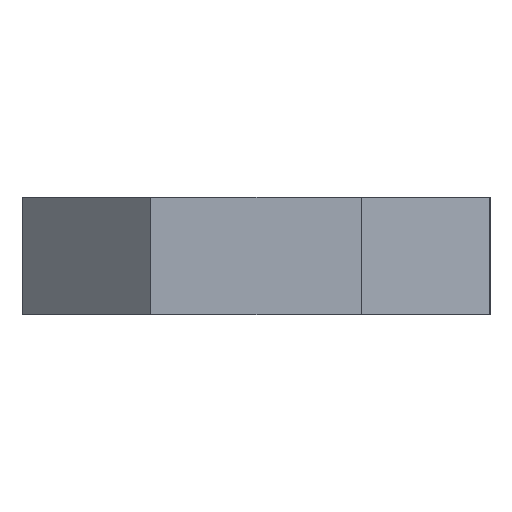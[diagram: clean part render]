
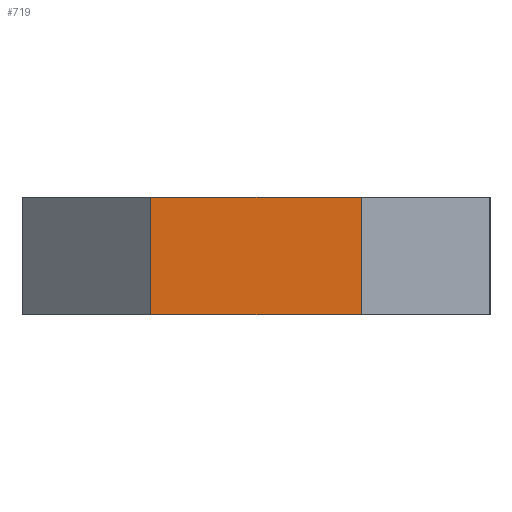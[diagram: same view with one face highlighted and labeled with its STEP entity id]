
A CAD part, left-side view. The second image highlights one B-rep face of the part: STEP entity #719.
In plain terms, the highlighted planar face has unit normal (-1, 0, 0).
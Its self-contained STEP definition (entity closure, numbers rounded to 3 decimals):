
#2 = LINE ( 'NONE', #196, #186 ) ;
#7 = VERTEX_POINT ( 'NONE', #119 ) ;
#30 = ORIENTED_EDGE ( 'NONE', *, *, #216, .F. ) ;
#55 = CARTESIAN_POINT ( 'NONE',  ( -20., 1.8, 2. ) ) ;
#119 = CARTESIAN_POINT ( 'NONE',  ( -20., -1.8, 0. ) ) ;
#150 = EDGE_CURVE ( 'NONE', #672, #7, #604, .T. ) ;
#167 = EDGE_CURVE ( 'NONE', #689, #7, #2, .T. ) ;
#186 = VECTOR ( 'NONE', #258, 1000. ) ;
#188 = AXIS2_PLACEMENT_3D ( 'NONE', #421, #788, #352 ) ;
#196 = CARTESIAN_POINT ( 'NONE',  ( -20., -1.8, 2. ) ) ;
#208 = VECTOR ( 'NONE', #698, 1000. ) ;
#216 = EDGE_CURVE ( 'NONE', #533, #689, #535, .T. ) ;
#258 = DIRECTION ( 'NONE',  ( 0., 0., -1. ) ) ;
#284 = VECTOR ( 'NONE', #554, 1000. ) ;
#293 = EDGE_CURVE ( 'NONE', #533, #672, #641, .T. ) ;
#313 = DIRECTION ( 'NONE',  ( 0., -1., 0. ) ) ;
#352 = DIRECTION ( 'NONE',  ( 0., 1., 0. ) ) ;
#418 = FACE_OUTER_BOUND ( 'NONE', #542, .T. ) ;
#420 = ORIENTED_EDGE ( 'NONE', *, *, #150, .T. ) ;
#421 = CARTESIAN_POINT ( 'NONE',  ( -20., 1.8, 2. ) ) ;
#520 = VECTOR ( 'NONE', #313, 1000. ) ;
#533 = VERTEX_POINT ( 'NONE', #918 ) ;
#535 = LINE ( 'NONE', #55, #520 ) ;
#542 = EDGE_LOOP ( 'NONE', ( #420, #876, #30, #858 ) ) ;
#548 = CARTESIAN_POINT ( 'NONE',  ( -20., 1.8, 2. ) ) ;
#554 = DIRECTION ( 'NONE',  ( 0., 0., -1. ) ) ;
#558 = CARTESIAN_POINT ( 'NONE',  ( -20., 1.8, 0. ) ) ;
#604 = LINE ( 'NONE', #661, #208 ) ;
#641 = LINE ( 'NONE', #548, #284 ) ;
#661 = CARTESIAN_POINT ( 'NONE',  ( -20., 1.8, 0. ) ) ;
#672 = VERTEX_POINT ( 'NONE', #558 ) ;
#689 = VERTEX_POINT ( 'NONE', #783 ) ;
#698 = DIRECTION ( 'NONE',  ( 0., -1., 0. ) ) ;
#713 = PLANE ( 'NONE',  #188 ) ;
#719 = ADVANCED_FACE ( 'NONE', ( #418 ), #713, .F. ) ;
#783 = CARTESIAN_POINT ( 'NONE',  ( -20., -1.8, 2. ) ) ;
#788 = DIRECTION ( 'NONE',  ( 1., 0., 0. ) ) ;
#858 = ORIENTED_EDGE ( 'NONE', *, *, #293, .T. ) ;
#876 = ORIENTED_EDGE ( 'NONE', *, *, #167, .F. ) ;
#918 = CARTESIAN_POINT ( 'NONE',  ( -20., 1.8, 2. ) ) ;
